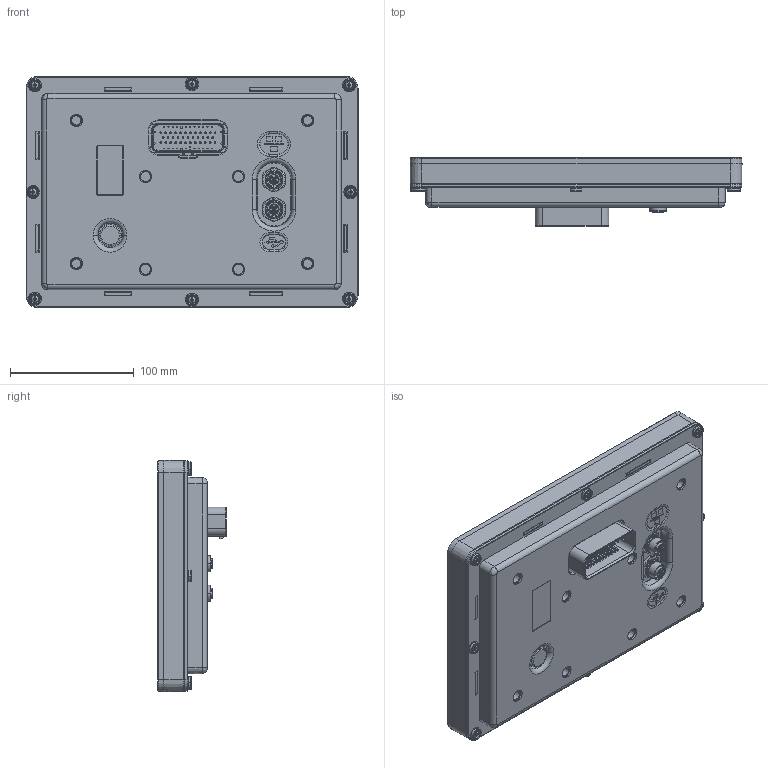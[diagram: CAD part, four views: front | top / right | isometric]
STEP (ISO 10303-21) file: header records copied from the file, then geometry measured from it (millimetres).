
FILE_DESCRIPTION((''),'2;1');
FILE_NAME('3D101XX-XXX_022420_SW01','2020-02-24T',('smaupin'),(''),'PRO/ENGINEER BY PARAMETRIC TECHNOLOGY CORPORATION, 2016100','PRO/ENGINEER BY PARAMETRIC TECHNOLOGY CORPORATION, 2016100','');
FILE_SCHEMA(('AP203_CONFIGURATION_CONTROLLED_3D_DESIGN_OF_MECHANICAL_PARTS_AND_ASSEMBLIES_MIM_LF { 1 0 10303 403 2 1 2 }'));
Products named in the file (1): 3D101XX-XXX_022420_SW01
Bounding box: 268.52 x 55.5 x 187.16 mm (x, y, z)
Volume: 506926.7 mm3; surface area: 348941.5 mm2
Topology: 2 solids, 2 shells, 4203 faces, 10220 edges, 6174 vertices
Faces by surface type: cylinder 1299, plane 1264, cone 535, bspline 432, torus 383, sphere 276, extrusion 10, revolution 4
Entity records: 194027 total; most frequent: CARTESIAN_POINT 78603, ORIENTED_EDGE 20322, DIRECTION 19906, EDGE_CURVE 10161, AXIS2_PLACEMENT_3D 7729, VERTEX_POINT 6174, EDGE_LOOP 4453, VECTOR 4444
